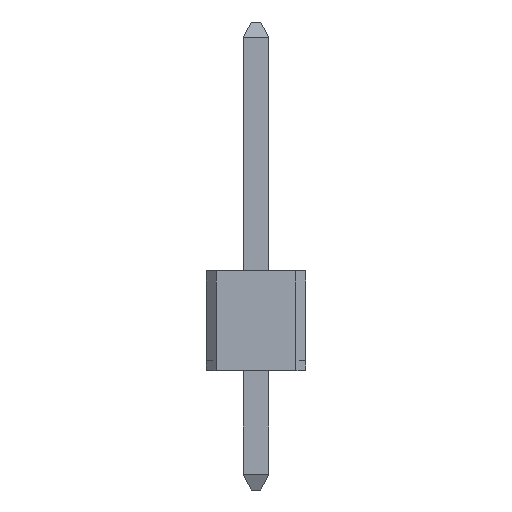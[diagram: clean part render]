
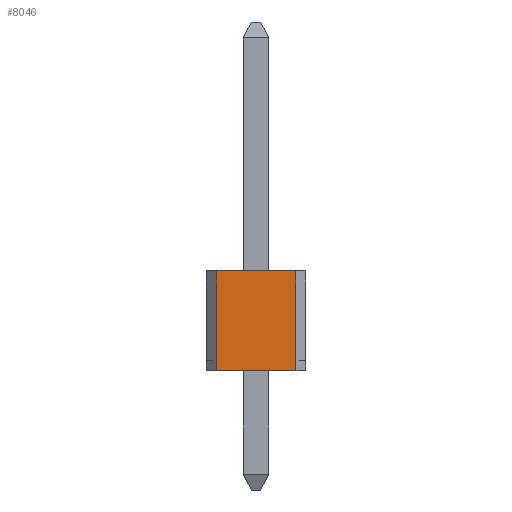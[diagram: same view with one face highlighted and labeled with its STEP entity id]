
A CAD part, left-side view. The second image highlights one B-rep face of the part: STEP entity #8046.
In plain terms, the highlighted planar face has unit normal (-1, 0, 0).
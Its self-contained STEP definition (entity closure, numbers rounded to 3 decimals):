
#73=FACE_OUTER_BOUND('',#553,.T.);
#553=EDGE_LOOP('',(#5231,#5232,#5233,#5234));
#1055=LINE('',#11119,#2183);
#1158=LINE('',#11340,#2286);
#1159=LINE('',#11343,#2287);
#1160=LINE('',#11344,#2288);
#2183=VECTOR('',#9020,2.032);
#2286=VECTOR('',#9159,2.54);
#2287=VECTOR('',#9162,2.032);
#2288=VECTOR('',#9163,2.54);
#3310=VERTEX_POINT('',#11116);
#3311=VERTEX_POINT('',#11118);
#3411=VERTEX_POINT('',#11338);
#3412=VERTEX_POINT('',#11342);
#3995=EDGE_CURVE('',#3311,#3310,#1055,.T.);
#4098=EDGE_CURVE('',#3310,#3411,#1158,.T.);
#4099=EDGE_CURVE('',#3412,#3411,#1159,.T.);
#4100=EDGE_CURVE('',#3311,#3412,#1160,.T.);
#5231=ORIENTED_EDGE('',*,*,#3995,.T.);
#5232=ORIENTED_EDGE('',*,*,#4098,.T.);
#5233=ORIENTED_EDGE('',*,*,#4099,.F.);
#5234=ORIENTED_EDGE('',*,*,#4100,.F.);
#7391=PLANE('',#8541);
#8046=ADVANCED_FACE('',(#73),#7391,.T.);
#8541=AXIS2_PLACEMENT_3D('',#11341,#9160,#9161);
#9020=DIRECTION('',(0.,0.,1.));
#9159=DIRECTION('',(0.,1.,0.));
#9160=DIRECTION('center_axis',(-1.,0.,0.));
#9161=DIRECTION('ref_axis',(0.,0.,1.));
#9162=DIRECTION('',(0.,0.,1.));
#9163=DIRECTION('',(0.,1.,0.));
#11116=CARTESIAN_POINT('',(-1.27,0.,1.016));
#11118=CARTESIAN_POINT('',(-1.27,0.,-1.016));
#11119=CARTESIAN_POINT('',(-1.27,0.,-1.016));
#11338=CARTESIAN_POINT('',(-1.27,2.54,1.016));
#11340=CARTESIAN_POINT('',(-1.27,0.,1.016));
#11341=CARTESIAN_POINT('Origin',(-1.27,0.,-1.016));
#11342=CARTESIAN_POINT('',(-1.27,2.54,-1.016));
#11343=CARTESIAN_POINT('',(-1.27,2.54,-1.016));
#11344=CARTESIAN_POINT('',(-1.27,0.,-1.016));
